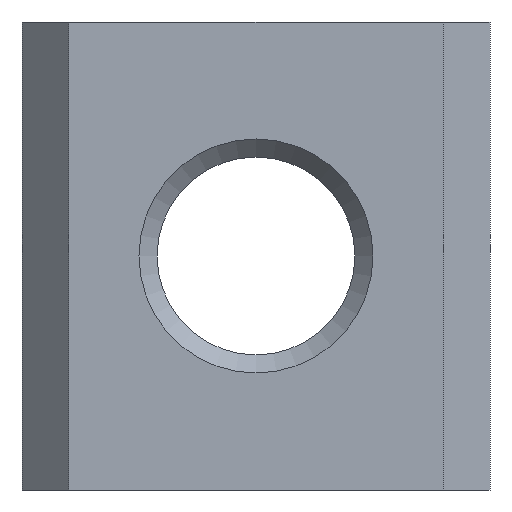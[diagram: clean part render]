
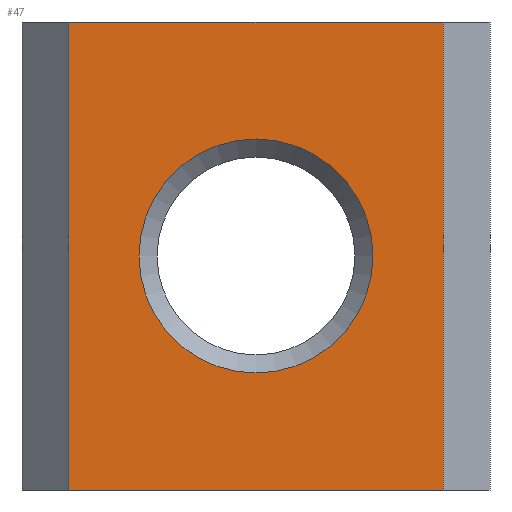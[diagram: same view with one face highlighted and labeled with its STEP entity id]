
A CAD part, front view. The second image highlights one B-rep face of the part: STEP entity #47.
In plain terms, the highlighted planar face has unit normal (0, -1, 0).
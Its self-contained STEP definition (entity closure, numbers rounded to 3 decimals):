
#47 = ADVANCED_FACE( '', ( #98, #99 ), #100, .F. );
#98 = FACE_BOUND( '', #155, .T. );
#99 = FACE_OUTER_BOUND( '', #156, .T. );
#100 = PLANE( '', #157 );
#155 = EDGE_LOOP( '', ( #226 ) );
#156 = EDGE_LOOP( '', ( #227, #228, #229, #230 ) );
#157 = AXIS2_PLACEMENT_3D( '', #231, #232, #233 );
#226 = ORIENTED_EDGE( '', *, *, #340, .F. );
#227 = ORIENTED_EDGE( '', *, *, #341, .T. );
#228 = ORIENTED_EDGE( '', *, *, #342, .F. );
#229 = ORIENTED_EDGE( '', *, *, #343, .F. );
#230 = ORIENTED_EDGE( '', *, *, #344, .T. );
#231 = CARTESIAN_POINT( '', ( -11.2, 0., 14. ) );
#232 = DIRECTION( '', ( 0., 1., 0. ) );
#233 = DIRECTION( '', ( 0., 0., 1. ) );
#340 = EDGE_CURVE( '', #401, #401, #402, .T. );
#341 = EDGE_CURVE( '', #403, #404, #405, .T. );
#342 = EDGE_CURVE( '', #406, #404, #407, .T. );
#343 = EDGE_CURVE( '', #408, #406, #409, .T. );
#344 = EDGE_CURVE( '', #408, #403, #410, .T. );
#401 = VERTEX_POINT( '', #488 );
#402 = CIRCLE( '', #489, 7. );
#403 = VERTEX_POINT( '', #490 );
#404 = VERTEX_POINT( '', #491 );
#405 = LINE( '', #492, #493 );
#406 = VERTEX_POINT( '', #494 );
#407 = LINE( '', #495, #496 );
#408 = VERTEX_POINT( '', #497 );
#409 = LINE( '', #498, #499 );
#410 = LINE( '', #500, #501 );
#488 = CARTESIAN_POINT( '', ( 0., 0., -7. ) );
#489 = AXIS2_PLACEMENT_3D( '', #560, #561, #562 );
#490 = CARTESIAN_POINT( '', ( -11.2, 0., -14. ) );
#491 = CARTESIAN_POINT( '', ( 11.2, 0., -14. ) );
#492 = CARTESIAN_POINT( '', ( -11.2, 0., -14. ) );
#493 = VECTOR( '', #563, 1000. );
#494 = CARTESIAN_POINT( '', ( 11.2, 0., 14. ) );
#495 = CARTESIAN_POINT( '', ( 11.2, 0., 14. ) );
#496 = VECTOR( '', #564, 1000. );
#497 = CARTESIAN_POINT( '', ( -11.2, 0., 14. ) );
#498 = CARTESIAN_POINT( '', ( -11.2, 0., 14. ) );
#499 = VECTOR( '', #565, 1000. );
#500 = CARTESIAN_POINT( '', ( -11.2, 0., 14. ) );
#501 = VECTOR( '', #566, 1000. );
#560 = CARTESIAN_POINT( '', ( 0., 0., 0. ) );
#561 = DIRECTION( '', ( 0., -1., 0. ) );
#562 = DIRECTION( '', ( 0., 0., -1. ) );
#563 = DIRECTION( '', ( 1., 0., 0. ) );
#564 = DIRECTION( '', ( 0., 0., -1. ) );
#565 = DIRECTION( '', ( 1., 0., 0. ) );
#566 = DIRECTION( '', ( 0., 0., -1. ) );
